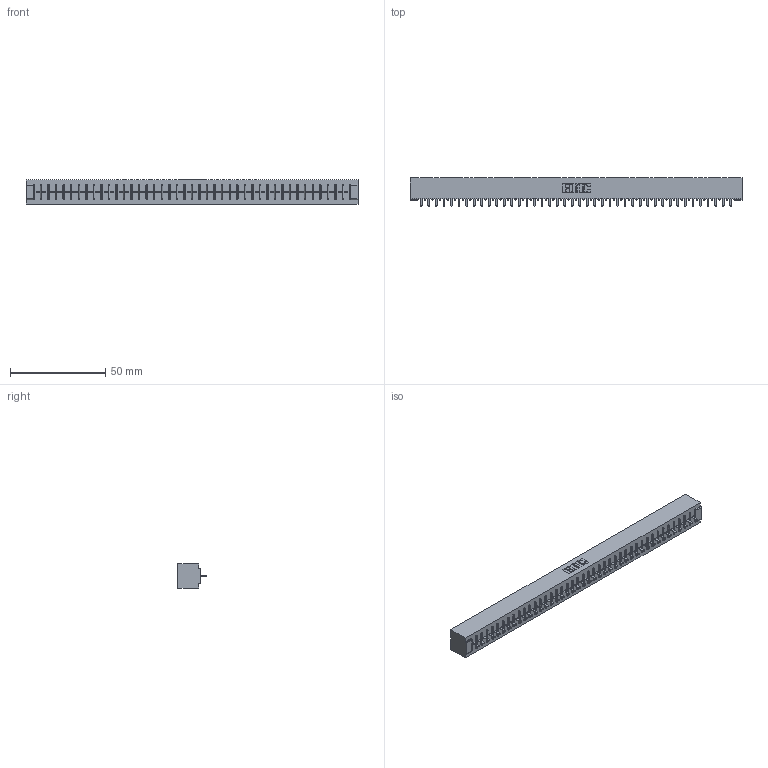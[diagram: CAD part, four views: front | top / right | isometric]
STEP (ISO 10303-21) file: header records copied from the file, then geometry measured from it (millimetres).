
FILE_DESCRIPTION (( 'STEP AP203' ), '1' );
FILE_NAME ('316-042-421-101.STEP', '2020-09-23T07:39:03', ( '' ), ( '' ), 'SwSTEP 2.0', 'SolidWorks 2020', '' );
FILE_SCHEMA (( 'CONFIG_CONTROL_DESIGN' ));
Length unit declared in the file: inch
Products named in the file (3): 316-042-421-101; 306-290-001_121; 306 Part_No Mounting
Assembly tree (43 placements, depth 2):
  316-042-421-101
    306 Part_No Mounting
    306-290-001_121  x42
Bounding box: 174.29 x 14.88 x 12.7 mm (x, y, z)
Volume: 19808.9 mm3; surface area: 20154.3 mm2
Topology: 43 solids, 43 shells, 3048 faces, 8566 edges, 5484 vertices
Faces by surface type: plane 2038, cylinder 842, sphere 168
Entity records: 38845 total; most frequent: CARTESIAN_POINT 6521, ORIENTED_EDGE 6464, DIRECTION 6430, EDGE_CURVE 3232, LINE 2532, VECTOR 2532, VERTEX_POINT 2040, AXIS2_PLACEMENT_3D 1949
